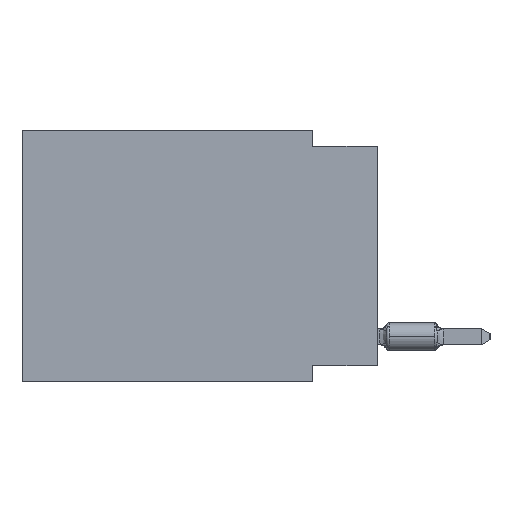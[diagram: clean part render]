
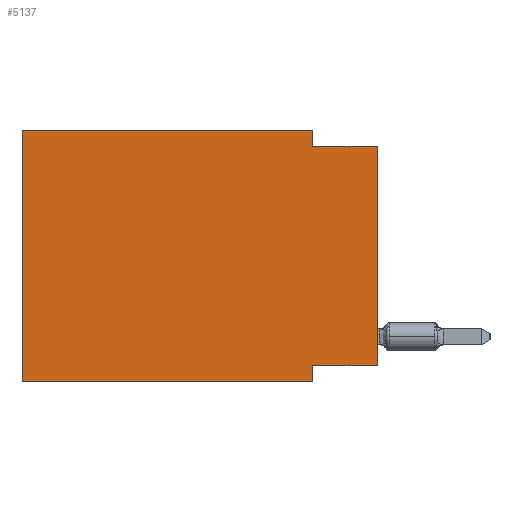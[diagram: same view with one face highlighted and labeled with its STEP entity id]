
A CAD part, left-side view. The second image highlights one B-rep face of the part: STEP entity #5137.
In plain terms, the highlighted planar face has unit normal (-1, 0, 0).
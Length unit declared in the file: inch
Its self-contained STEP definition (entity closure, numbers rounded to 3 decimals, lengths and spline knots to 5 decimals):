
#630 = ORIENTED_EDGE ( 'NONE', *, *, #25294, .F. ) ;
#1913 = LINE ( 'NONE', #11696, #3995 ) ;
#2102 = EDGE_CURVE ( 'NONE', #5175, #2211, #11711, .T. ) ;
#2211 = VERTEX_POINT ( 'NONE', #9847 ) ;
#2746 = CARTESIAN_POINT ( 'NONE',  ( 0., 0.55, 0. ) ) ;
#3135 = LINE ( 'NONE', #16105, #27846 ) ;
#3381 = ORIENTED_EDGE ( 'NONE', *, *, #7503, .F. ) ;
#3995 = VECTOR ( 'NONE', #16595, 39.37008 ) ;
#4264 = PLANE ( 'NONE',  #16578 ) ;
#5137 = ADVANCED_FACE ( 'NONE', ( #27353 ), #4264, .F. ) ;
#5175 = VERTEX_POINT ( 'NONE', #17908 ) ;
#5816 = ORIENTED_EDGE ( 'NONE', *, *, #7932, .F. ) ;
#6023 = ORIENTED_EDGE ( 'NONE', *, *, #8013, .F. ) ;
#6474 = VECTOR ( 'NONE', #27387, 39.37008 ) ;
#6969 = VERTEX_POINT ( 'NONE', #10510 ) ;
#7021 = CARTESIAN_POINT ( 'NONE',  ( 0., 0., -0.025 ) ) ;
#7154 = CARTESIAN_POINT ( 'NONE',  ( 0., 0.55, 0. ) ) ;
#7503 = EDGE_CURVE ( 'NONE', #9549, #2211, #26646, .T. ) ;
#7932 = EDGE_CURVE ( 'NONE', #5175, #32551, #14578, .T. ) ;
#8013 = EDGE_CURVE ( 'NONE', #6969, #18844, #9682, .T. ) ;
#8100 = VECTOR ( 'NONE', #20129, 39.37008 ) ;
#9308 = CARTESIAN_POINT ( 'NONE',  ( 0., 0.1, -0.365 ) ) ;
#9549 = VERTEX_POINT ( 'NONE', #18386 ) ;
#9682 = LINE ( 'NONE', #7154, #21487 ) ;
#9847 = CARTESIAN_POINT ( 'NONE',  ( 0., 0., -0.025 ) ) ;
#9989 = DIRECTION ( 'NONE',  ( 0., 0., 1. ) ) ;
#10510 = CARTESIAN_POINT ( 'NONE',  ( 0., 0.55, 0. ) ) ;
#11696 = CARTESIAN_POINT ( 'NONE',  ( 0., 0.1, -0.39 ) ) ;
#11711 = LINE ( 'NONE', #32464, #8100 ) ;
#12552 = VECTOR ( 'NONE', #9989, 39.37008 ) ;
#12711 = DIRECTION ( 'NONE',  ( 0., -1., 0. ) ) ;
#12967 = EDGE_CURVE ( 'NONE', #32551, #29979, #1913, .T. ) ;
#13318 = EDGE_LOOP ( 'NONE', ( #20366, #3381, #24424, #6023, #630, #21583, #32244, #5816 ) ) ;
#14546 = CARTESIAN_POINT ( 'NONE',  ( 0., 0.55, 0. ) ) ;
#14578 = LINE ( 'NONE', #24690, #6474 ) ;
#14710 = DIRECTION ( 'NONE',  ( 1., 0., 0. ) ) ;
#15321 = VERTEX_POINT ( 'NONE', #16168 ) ;
#16105 = CARTESIAN_POINT ( 'NONE',  ( 0., 0.1, 0. ) ) ;
#16168 = CARTESIAN_POINT ( 'NONE',  ( 0., 0.55, -0.39 ) ) ;
#16178 = LINE ( 'NONE', #2746, #12552 ) ;
#16542 = VECTOR ( 'NONE', #29975, 39.37008 ) ;
#16565 = EDGE_CURVE ( 'NONE', #15321, #29979, #16667, .T. ) ;
#16578 = AXIS2_PLACEMENT_3D ( 'NONE', #14546, #14710, #25818 ) ;
#16595 = DIRECTION ( 'NONE',  ( 0., 0., -1. ) ) ;
#16636 = VECTOR ( 'NONE', #29181, 39.37008 ) ;
#16667 = LINE ( 'NONE', #19690, #16542 ) ;
#17908 = CARTESIAN_POINT ( 'NONE',  ( 0., 0., -0.365 ) ) ;
#18140 = EDGE_CURVE ( 'NONE', #18844, #9549, #3135, .T. ) ;
#18386 = CARTESIAN_POINT ( 'NONE',  ( 0., 0.1, -0.025 ) ) ;
#18844 = VERTEX_POINT ( 'NONE', #19913 ) ;
#19690 = CARTESIAN_POINT ( 'NONE',  ( 0., 0.55, -0.39 ) ) ;
#19913 = CARTESIAN_POINT ( 'NONE',  ( 0., 0.1, 0. ) ) ;
#20129 = DIRECTION ( 'NONE',  ( 0., 0., 1. ) ) ;
#20366 = ORIENTED_EDGE ( 'NONE', *, *, #2102, .T. ) ;
#21487 = VECTOR ( 'NONE', #12711, 39.37008 ) ;
#21583 = ORIENTED_EDGE ( 'NONE', *, *, #16565, .T. ) ;
#23862 = DIRECTION ( 'NONE',  ( 0., 0., -1. ) ) ;
#24424 = ORIENTED_EDGE ( 'NONE', *, *, #18140, .F. ) ;
#24690 = CARTESIAN_POINT ( 'NONE',  ( 0., 0., -0.365 ) ) ;
#25294 = EDGE_CURVE ( 'NONE', #15321, #6969, #16178, .T. ) ;
#25818 = DIRECTION ( 'NONE',  ( 0., 0., -1. ) ) ;
#26646 = LINE ( 'NONE', #7021, #16636 ) ;
#27353 = FACE_OUTER_BOUND ( 'NONE', #13318, .T. ) ;
#27387 = DIRECTION ( 'NONE',  ( 0., 1., 0. ) ) ;
#27846 = VECTOR ( 'NONE', #23862, 39.37008 ) ;
#29181 = DIRECTION ( 'NONE',  ( 0., -1., 0. ) ) ;
#29975 = DIRECTION ( 'NONE',  ( 0., -1., 0. ) ) ;
#29979 = VERTEX_POINT ( 'NONE', #32267 ) ;
#32244 = ORIENTED_EDGE ( 'NONE', *, *, #12967, .F. ) ;
#32267 = CARTESIAN_POINT ( 'NONE',  ( 0., 0.1, -0.39 ) ) ;
#32464 = CARTESIAN_POINT ( 'NONE',  ( 0., 0., 0. ) ) ;
#32551 = VERTEX_POINT ( 'NONE', #9308 ) ;
